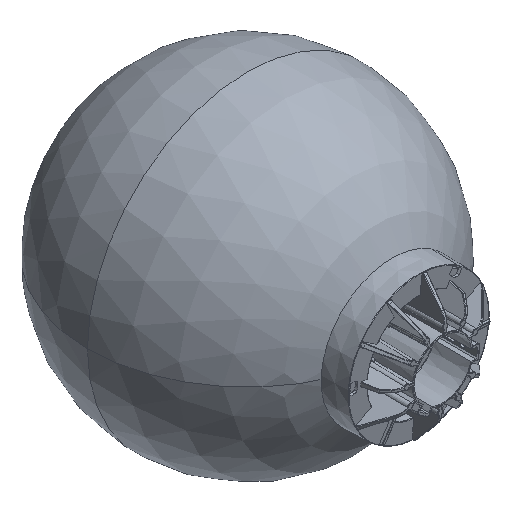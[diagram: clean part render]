
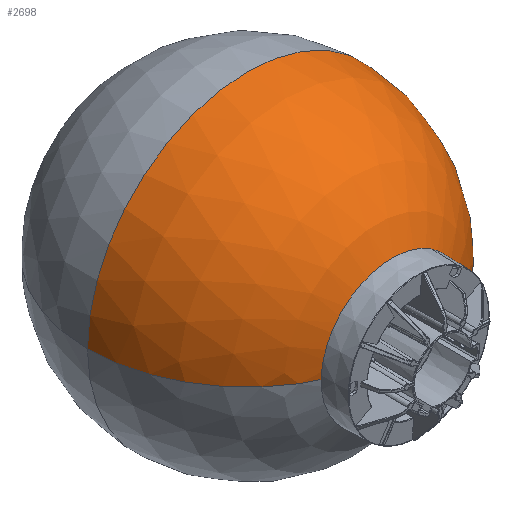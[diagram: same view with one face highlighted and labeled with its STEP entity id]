
A CAD part, isometric view. The second image highlights one B-rep face of the part: STEP entity #2698.
In plain terms, the highlighted spherical face has radius 173.25 mm.
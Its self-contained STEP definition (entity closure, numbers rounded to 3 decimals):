
#330 = ORIENTED_EDGE ( 'NONE', *, *, #15764, .F. ) ;
#1005 = FACE_OUTER_BOUND ( 'NONE', #3393, .T. ) ;
#1564 = CARTESIAN_POINT ( 'NONE',  ( 173.25, 156.732, 0. ) ) ;
#2106 = AXIS2_PLACEMENT_3D ( 'NONE', #15488, #17537, #25347 ) ;
#2152 = AXIS2_PLACEMENT_3D ( 'NONE', #14098, #2762, #14480 ) ;
#2698 = ADVANCED_FACE ( 'NONE', ( #1005 ), #10776, .T. ) ;
#2762 = DIRECTION ( 'NONE',  ( 0., -1., 0. ) ) ;
#3393 = EDGE_LOOP ( 'NONE', ( #330, #12516, #18343, #25263, #20449, #17761 ) ) ;
#3890 = VERTEX_POINT ( 'NONE', #19178 ) ;
#4251 = DIRECTION ( 'NONE',  ( 0., 1., 0. ) ) ;
#4336 = CARTESIAN_POINT ( 'NONE',  ( 0., -3.68, 0. ) ) ;
#4869 = DIRECTION ( 'NONE',  ( -1., 0., 0. ) ) ;
#5012 = CIRCLE ( 'NONE', #2106, 173.25 ) ;
#5190 = DIRECTION ( 'NONE',  ( 0., 1., 0. ) ) ;
#5426 = AXIS2_PLACEMENT_3D ( 'NONE', #16081, #4251, #21864 ) ;
#6817 = DIRECTION ( 'NONE',  ( 1., 0., 0. ) ) ;
#7250 = CARTESIAN_POINT ( 'NONE',  ( 0., 156.732, 0. ) ) ;
#9379 = VERTEX_POINT ( 'NONE', #19636 ) ;
#9437 = AXIS2_PLACEMENT_3D ( 'NONE', #4336, #19904, #21570 ) ;
#9934 = VERTEX_POINT ( 'NONE', #13269 ) ;
#10661 = CARTESIAN_POINT ( 'NONE',  ( 0., 156.732, 0. ) ) ;
#10667 = AXIS2_PLACEMENT_3D ( 'NONE', #16823, #16704, #4869 ) ;
#10689 = CIRCLE ( 'NONE', #12738, 173.25 ) ;
#10776 = SPHERICAL_SURFACE ( 'NONE', #10667, 173.25 ) ;
#11000 = CARTESIAN_POINT ( 'NONE',  ( 65.45, -3.68, 0. ) ) ;
#11079 = VERTEX_POINT ( 'NONE', #1564 ) ;
#11351 = DIRECTION ( 'NONE',  ( 0., 0., 1. ) ) ;
#11577 = CARTESIAN_POINT ( 'NONE',  ( -65.45, -3.68, 0. ) ) ;
#12400 = CIRCLE ( 'NONE', #14470, 173.25 ) ;
#12516 = ORIENTED_EDGE ( 'NONE', *, *, #15956, .T. ) ;
#12738 = AXIS2_PLACEMENT_3D ( 'NONE', #7250, #11351, #5190 ) ;
#13269 = CARTESIAN_POINT ( 'NONE',  ( 0., -3.68, 65.45 ) ) ;
#13634 = EDGE_CURVE ( 'NONE', #13798, #9934, #16844, .T. ) ;
#13798 = VERTEX_POINT ( 'NONE', #11000 ) ;
#14098 = CARTESIAN_POINT ( 'NONE',  ( 0., -3.68, 0. ) ) ;
#14330 = EDGE_CURVE ( 'NONE', #13798, #11079, #10689, .T. ) ;
#14470 = AXIS2_PLACEMENT_3D ( 'NONE', #10661, #22122, #6817 ) ;
#14480 = DIRECTION ( 'NONE',  ( 0., 0., 1. ) ) ;
#15488 = CARTESIAN_POINT ( 'NONE',  ( 0., 156.732, 0. ) ) ;
#15764 = EDGE_CURVE ( 'NONE', #9379, #11079, #16522, .T. ) ;
#15956 = EDGE_CURVE ( 'NONE', #9379, #3890, #12400, .T. ) ;
#16081 = CARTESIAN_POINT ( 'NONE',  ( 0., 156.732, 0. ) ) ;
#16522 = CIRCLE ( 'NONE', #5426, 173.25 ) ;
#16704 = DIRECTION ( 'NONE',  ( 0., 1., 0. ) ) ;
#16823 = CARTESIAN_POINT ( 'NONE',  ( 0., 156.732, 0. ) ) ;
#16844 = CIRCLE ( 'NONE', #9437, 65.45 ) ;
#17537 = DIRECTION ( 'NONE',  ( 0., 0., 1. ) ) ;
#17761 = ORIENTED_EDGE ( 'NONE', *, *, #14330, .T. ) ;
#18343 = ORIENTED_EDGE ( 'NONE', *, *, #20314, .T. ) ;
#19178 = CARTESIAN_POINT ( 'NONE',  ( -173.25, 156.732, 0. ) ) ;
#19636 = CARTESIAN_POINT ( 'NONE',  ( 0., 156.732, 173.25 ) ) ;
#19904 = DIRECTION ( 'NONE',  ( 0., -1., 0. ) ) ;
#20314 = EDGE_CURVE ( 'NONE', #3890, #21568, #5012, .T. ) ;
#20449 = ORIENTED_EDGE ( 'NONE', *, *, #13634, .F. ) ;
#20653 = CIRCLE ( 'NONE', #2152, 65.45 ) ;
#21128 = EDGE_CURVE ( 'NONE', #9934, #21568, #20653, .T. ) ;
#21568 = VERTEX_POINT ( 'NONE', #11577 ) ;
#21570 = DIRECTION ( 'NONE',  ( 0., 0., 1. ) ) ;
#21864 = DIRECTION ( 'NONE',  ( -1., 0., 0. ) ) ;
#22122 = DIRECTION ( 'NONE',  ( 0., -1., 0. ) ) ;
#25263 = ORIENTED_EDGE ( 'NONE', *, *, #21128, .F. ) ;
#25347 = DIRECTION ( 'NONE',  ( 0., 1., 0. ) ) ;
